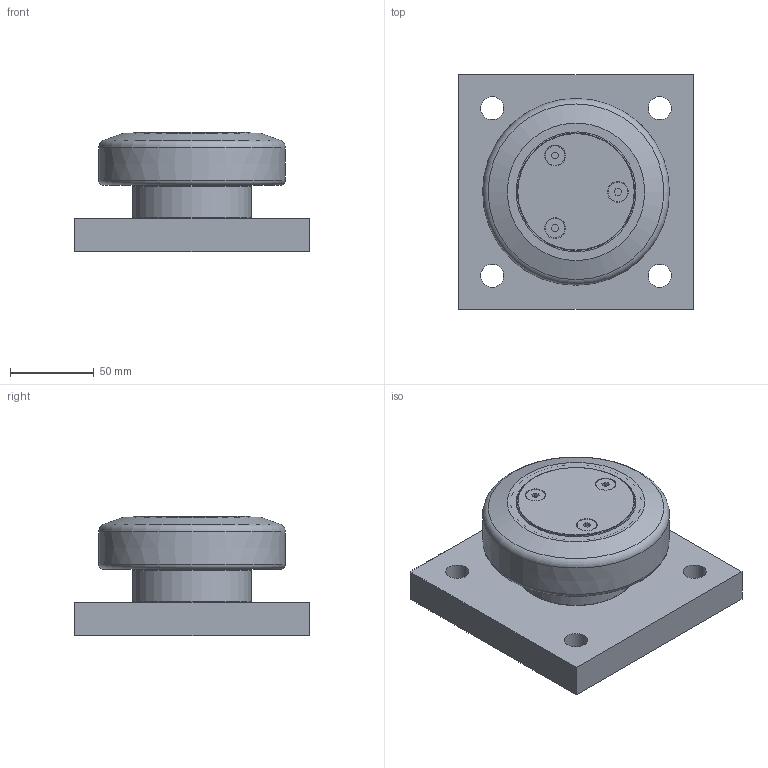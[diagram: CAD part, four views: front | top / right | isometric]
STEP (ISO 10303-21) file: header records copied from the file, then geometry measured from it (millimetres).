
FILE_DESCRIPTION(/* description */ ('-'),/* implementation_level */ '2;1');
FILE_NAME(/* name */ 'ALFATEC_XTR110-0400BQ1000.stp',/* time_stamp */ '2021-01-28T08:01:25+01:00',/* author */ ('kstaebler'),/* organization */ (''),/* preprocessor_version */ 'ST-DEVELOPER v18.1',/* originating_system */ 'Autodesk Inventor 2020',/* authorisation */ '');
FILE_SCHEMA (('AUTOMOTIVE_DESIGN { 1 0 10303 214 3 1 1 }'));
Length unit declared in the file: millimetre
Products named in the file (1): XTR 110.0400 BQ1000_Kontur
Bounding box: 140 x 140 x 71.5 mm (x, y, z)
Volume: 694049.3 mm3; surface area: 100584.8 mm2
Topology: 2 solids, 2 shells, 87 faces, 245 edges, 176 vertices
Faces by surface type: plane 43, cylinder 28, cone 10, torus 5, bspline 1
Full cylindrical faces by diameter (mm): 3 x2, 4.5 x1, 4.917 x1, 11.7 x3, 12.4 x3, 13.835 x4, 60 x1, 63 x1, 69.3 x1, 70 x1, 70.5 x1, 71 x1, 71.5 x1, 75 x1, 77 x1, 78 x1, 79 x2, 83.3 x1
Entity records: 3368 total; most frequent: CARTESIAN_POINT 802, DIRECTION 521, ORIENTED_EDGE 488, EDGE_CURVE 244, AXIS2_PLACEMENT_3D 208, VERTEX_POINT 176, CIRCLE 121, EDGE_LOOP 118
